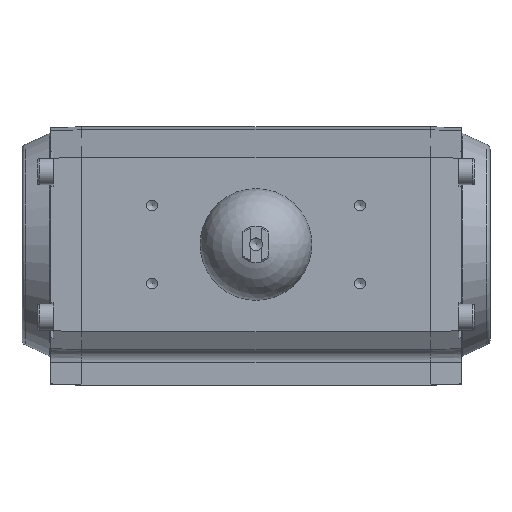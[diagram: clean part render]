
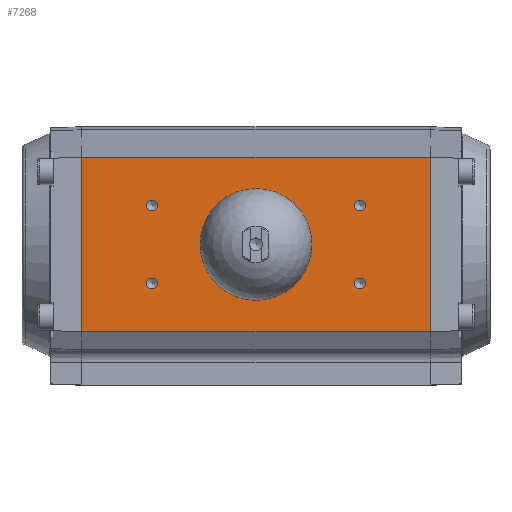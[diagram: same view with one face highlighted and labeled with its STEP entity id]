
A CAD part, top view. The second image highlights one B-rep face of the part: STEP entity #7268.
In plain terms, the highlighted planar face has unit normal (0, 0, 1).
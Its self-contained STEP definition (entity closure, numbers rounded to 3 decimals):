
#172=LINE('',#9620,#676);
#173=LINE('',#9623,#677);
#174=LINE('',#9625,#678);
#175=LINE('',#9627,#679);
#676=VECTOR('',#8184,1000.);
#677=VECTOR('',#8185,1000.);
#678=VECTOR('',#8186,1000.);
#679=VECTOR('',#8187,1000.);
#1208=PLANE('',#7624);
#1539=ORIENTED_EDGE('',*,*,#2843,.T.);
#1540=ORIENTED_EDGE('',*,*,#2844,.T.);
#1541=ORIENTED_EDGE('',*,*,#2845,.T.);
#1542=ORIENTED_EDGE('',*,*,#2846,.T.);
#1543=ORIENTED_EDGE('',*,*,#2842,.F.);
#1544=ORIENTED_EDGE('',*,*,#2847,.T.);
#1545=ORIENTED_EDGE('',*,*,#2848,.T.);
#1546=ORIENTED_EDGE('',*,*,#2849,.T.);
#1547=ORIENTED_EDGE('',*,*,#2850,.T.);
#2842=EDGE_CURVE('',#3509,#3509,#3990,.T.);
#2843=EDGE_CURVE('',#3510,#3510,#3991,.F.);
#2844=EDGE_CURVE('',#3511,#3511,#3992,.F.);
#2845=EDGE_CURVE('',#3512,#3512,#3993,.F.);
#2846=EDGE_CURVE('',#3513,#3513,#3994,.F.);
#2847=EDGE_CURVE('',#3514,#3515,#172,.F.);
#2848=EDGE_CURVE('',#3515,#3516,#173,.T.);
#2849=EDGE_CURVE('',#3516,#3517,#174,.T.);
#2850=EDGE_CURVE('',#3517,#3514,#175,.F.);
#3509=VERTEX_POINT('',#9610);
#3510=VERTEX_POINT('',#9613);
#3511=VERTEX_POINT('',#9615);
#3512=VERTEX_POINT('',#9617);
#3513=VERTEX_POINT('',#9619);
#3514=VERTEX_POINT('',#9621);
#3515=VERTEX_POINT('',#9622);
#3516=VERTEX_POINT('',#9624);
#3517=VERTEX_POINT('',#9626);
#3990=CIRCLE('',#7623,13.);
#3991=CIRCLE('',#7625,2.067);
#3992=CIRCLE('',#7626,2.067);
#3993=CIRCLE('',#7627,2.067);
#3994=CIRCLE('',#7628,2.067);
#4146=EDGE_LOOP('',(#1539));
#4147=EDGE_LOOP('',(#1540));
#4148=EDGE_LOOP('',(#1541));
#4149=EDGE_LOOP('',(#1542));
#4150=EDGE_LOOP('',(#1543));
#4151=EDGE_LOOP('',(#1544,#1545,#1546,#1547));
#4580=FACE_BOUND('',#4146,.T.);
#4581=FACE_BOUND('',#4147,.T.);
#4582=FACE_BOUND('',#4148,.T.);
#4583=FACE_BOUND('',#4149,.T.);
#4584=FACE_BOUND('',#4150,.T.);
#4585=FACE_BOUND('',#4151,.T.);
#7268=ADVANCED_FACE('',(#4580,#4581,#4582,#4583,#4584,#4585),#1208,.T.);
#7623=AXIS2_PLACEMENT_3D('',#9609,#8172,#8173);
#7624=AXIS2_PLACEMENT_3D('',#9611,#8174,#8175);
#7625=AXIS2_PLACEMENT_3D('',#9612,#8176,#8177);
#7626=AXIS2_PLACEMENT_3D('',#9614,#8178,#8179);
#7627=AXIS2_PLACEMENT_3D('',#9616,#8180,#8181);
#7628=AXIS2_PLACEMENT_3D('',#9618,#8182,#8183);
#8172=DIRECTION('',(0.,0.,1.));
#8173=DIRECTION('',(1.,0.,0.));
#8174=DIRECTION('',(0.,0.,1.));
#8175=DIRECTION('',(1.,0.,0.));
#8176=DIRECTION('',(0.,0.,1.));
#8177=DIRECTION('',(1.,0.,0.));
#8178=DIRECTION('',(0.,0.,1.));
#8179=DIRECTION('',(1.,0.,0.));
#8180=DIRECTION('',(0.,0.,1.));
#8181=DIRECTION('',(1.,0.,0.));
#8182=DIRECTION('',(0.,0.,1.));
#8183=DIRECTION('',(1.,0.,0.));
#8184=DIRECTION('',(0.,1.,0.));
#8185=DIRECTION('',(1.,0.,0.));
#8186=DIRECTION('',(0.,1.,0.));
#8187=DIRECTION('',(1.,0.,0.));
#9609=CARTESIAN_POINT('',(0.,0.,54.));
#9610=CARTESIAN_POINT('',(13.,0.,54.));
#9611=CARTESIAN_POINT('',(0.,-33.5,54.));
#9612=CARTESIAN_POINT('',(-40.,15.,54.));
#9613=CARTESIAN_POINT('',(-37.933,15.,54.));
#9614=CARTESIAN_POINT('',(40.,15.,54.));
#9615=CARTESIAN_POINT('',(42.067,15.,54.));
#9616=CARTESIAN_POINT('',(40.,-15.,54.));
#9617=CARTESIAN_POINT('',(42.067,-15.,54.));
#9618=CARTESIAN_POINT('',(-40.,-15.,54.));
#9619=CARTESIAN_POINT('',(-37.933,-15.,54.));
#9620=CARTESIAN_POINT('',(-67.,-33.5,54.));
#9621=CARTESIAN_POINT('',(-67.,33.5,54.));
#9622=CARTESIAN_POINT('',(-67.,-33.5,54.));
#9623=CARTESIAN_POINT('',(0.,-33.5,54.));
#9624=CARTESIAN_POINT('',(67.,-33.5,54.));
#9625=CARTESIAN_POINT('',(67.,-33.5,54.));
#9626=CARTESIAN_POINT('',(67.,33.5,54.));
#9627=CARTESIAN_POINT('',(0.,33.5,54.));
